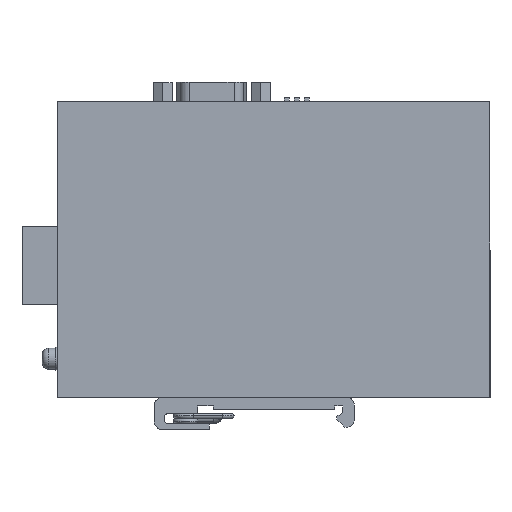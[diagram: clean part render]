
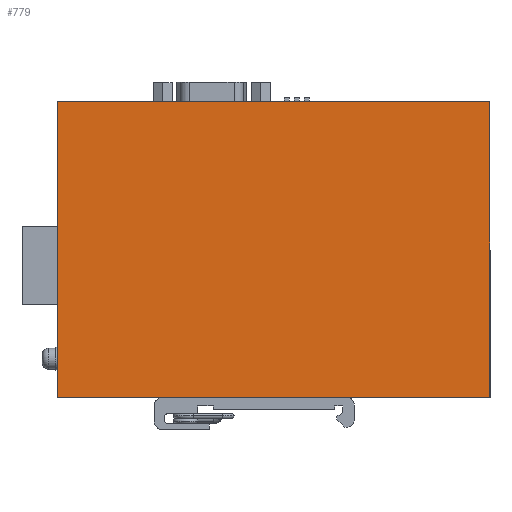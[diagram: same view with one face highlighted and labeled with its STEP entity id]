
A CAD part, left-side view. The second image highlights one B-rep face of the part: STEP entity #779.
In plain terms, the highlighted planar face has unit normal (-1, 0, 0).
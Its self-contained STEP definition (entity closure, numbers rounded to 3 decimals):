
#766=AXIS2_PLACEMENT_3D('Plane Axis2P3D',#763,#764,#765) ;
#36=CARTESIAN_POINT('Line Origine',(0.,55.,8.2)) ;
#40=CARTESIAN_POINT('Vertex',(0.,0.,8.2)) ;
#42=CARTESIAN_POINT('Vertex',(0.,110.,8.2)) ;
#194=CARTESIAN_POINT('Vertex',(0.,110.,83.4)) ;
#202=CARTESIAN_POINT('Line Origine',(0.,110.,45.8)) ;
#736=CARTESIAN_POINT('Line Origine',(0.,0.,45.8)) ;
#740=CARTESIAN_POINT('Vertex',(0.,0.,83.4)) ;
#763=CARTESIAN_POINT('Axis2P3D Location',(0.,35.069,51.85)) ;
#768=CARTESIAN_POINT('Line Origine',(0.,55.,83.4)) ;
#37=DIRECTION('Vector Direction',(0.,1.,0.)) ;
#203=DIRECTION('Vector Direction',(0.,0.,-1.)) ;
#737=DIRECTION('Vector Direction',(0.,0.,-1.)) ;
#764=DIRECTION('Axis2P3D Direction',(1.,0.,0.)) ;
#765=DIRECTION('Axis2P3D XDirection',(0.,-1.,0.)) ;
#769=DIRECTION('Vector Direction',(0.,1.,0.)) ;
#38=VECTOR('Line Direction',#37,1.) ;
#204=VECTOR('Line Direction',#203,1.) ;
#738=VECTOR('Line Direction',#737,1.) ;
#770=VECTOR('Line Direction',#769,1.) ;
#774=ORIENTED_EDGE('',*,*,#206,.T.) ;
#775=ORIENTED_EDGE('',*,*,#44,.F.) ;
#776=ORIENTED_EDGE('',*,*,#742,.F.) ;
#777=ORIENTED_EDGE('',*,*,#772,.T.) ;
#779=ADVANCED_FACE('SWITCH',(#778),#767,.F.) ;
#44=EDGE_CURVE('',#41,#43,#39,.T.) ;
#206=EDGE_CURVE('',#195,#43,#205,.T.) ;
#742=EDGE_CURVE('',#741,#41,#739,.T.) ;
#772=EDGE_CURVE('',#741,#195,#771,.T.) ;
#773=EDGE_LOOP('',(#774,#775,#776,#777)) ;
#778=FACE_OUTER_BOUND('',#773,.T.) ;
#39=LINE('Line',#36,#38) ;
#205=LINE('Line',#202,#204) ;
#739=LINE('Line',#736,#738) ;
#771=LINE('Line',#768,#770) ;
#767=PLANE('',#766) ;
#41=VERTEX_POINT('',#40) ;
#43=VERTEX_POINT('',#42) ;
#195=VERTEX_POINT('',#194) ;
#741=VERTEX_POINT('',#740) ;
